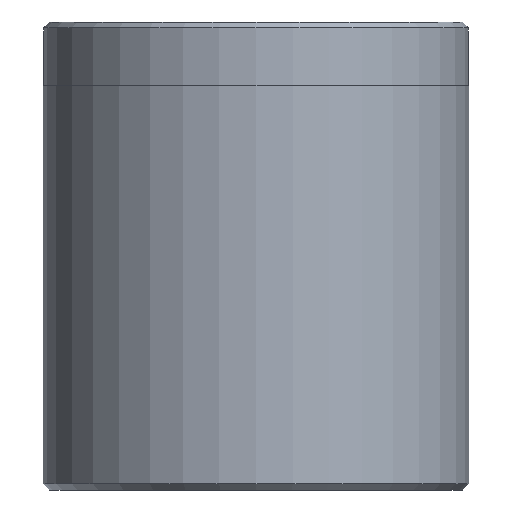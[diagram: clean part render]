
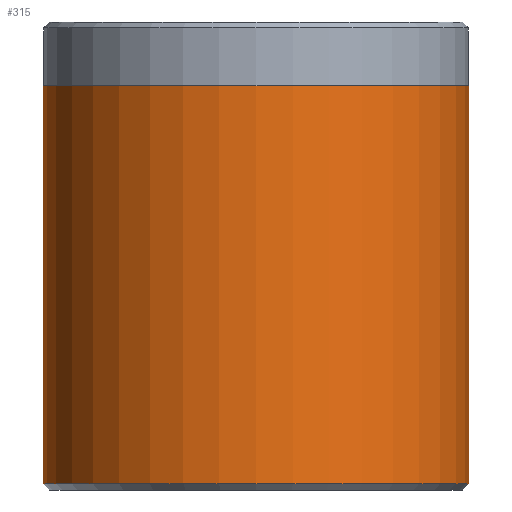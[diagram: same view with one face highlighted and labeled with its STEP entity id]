
A CAD part, front view. The second image highlights one B-rep face of the part: STEP entity #315.
In plain terms, the highlighted cylindrical face has radius 10 mm (diameter 20 mm), a partial arc.
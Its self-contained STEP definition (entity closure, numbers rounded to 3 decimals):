
#113 = DIRECTION ( 'NONE',  ( 1., 0., 0. ) ) ;
#140 = CARTESIAN_POINT ( 'NONE',  ( -10., 0., 22. ) ) ;
#153 = DIRECTION ( 'NONE',  ( 0., 0., 1. ) ) ;
#186 = ORIENTED_EDGE ( 'NONE', *, *, #1806, .F. ) ;
#239 = DIRECTION ( 'NONE',  ( 0., 0., -1. ) ) ;
#271 = CARTESIAN_POINT ( 'NONE',  ( 0., 0., 22. ) ) ;
#286 = CARTESIAN_POINT ( 'NONE',  ( 0., 0., 0.3 ) ) ;
#315 = ADVANCED_FACE ( 'NONE', ( #648 ), #1713, .T. ) ;
#486 = CARTESIAN_POINT ( 'NONE',  ( 10., 0., 0.3 ) ) ;
#499 = EDGE_LOOP ( 'NONE', ( #979, #186, #1421, #584 ) ) ;
#584 = ORIENTED_EDGE ( 'NONE', *, *, #1398, .T. ) ;
#600 = CARTESIAN_POINT ( 'NONE',  ( 10., 0., 19. ) ) ;
#602 = CARTESIAN_POINT ( 'NONE',  ( 0., 0., 19. ) ) ;
#608 = DIRECTION ( 'NONE',  ( 0., 0., 1. ) ) ;
#611 = DIRECTION ( 'NONE',  ( 1., 0., 0. ) ) ;
#616 = CIRCLE ( 'NONE', #940, 10. ) ;
#648 = FACE_OUTER_BOUND ( 'NONE', #499, .T. ) ;
#679 = VECTOR ( 'NONE', #684, 1000. ) ;
#684 = DIRECTION ( 'NONE',  ( 0., 0., -1. ) ) ;
#702 = VERTEX_POINT ( 'NONE', #1690 ) ;
#759 = VERTEX_POINT ( 'NONE', #486 ) ;
#940 = AXIS2_PLACEMENT_3D ( 'NONE', #286, #153, #113 ) ;
#979 = ORIENTED_EDGE ( 'NONE', *, *, #1866, .F. ) ;
#1013 = VERTEX_POINT ( 'NONE', #1095 ) ;
#1016 = DIRECTION ( 'NONE',  ( 0., 0., -1. ) ) ;
#1022 = CARTESIAN_POINT ( 'NONE',  ( 10., 0., 22. ) ) ;
#1077 = LINE ( 'NONE', #140, #679 ) ;
#1095 = CARTESIAN_POINT ( 'NONE',  ( -10., 0., 0.3 ) ) ;
#1398 = EDGE_CURVE ( 'NONE', #1013, #759, #616, .T. ) ;
#1404 = AXIS2_PLACEMENT_3D ( 'NONE', #602, #608, #611 ) ;
#1421 = ORIENTED_EDGE ( 'NONE', *, *, #1992, .T. ) ;
#1489 = AXIS2_PLACEMENT_3D ( 'NONE', #271, #239, #1934 ) ;
#1493 = CIRCLE ( 'NONE', #1404, 10. ) ;
#1513 = VERTEX_POINT ( 'NONE', #600 ) ;
#1653 = LINE ( 'NONE', #1022, #1701 ) ;
#1690 = CARTESIAN_POINT ( 'NONE',  ( -10., 0., 19. ) ) ;
#1701 = VECTOR ( 'NONE', #1016, 1000. ) ;
#1713 = CYLINDRICAL_SURFACE ( 'NONE', #1489, 10. ) ;
#1806 = EDGE_CURVE ( 'NONE', #702, #1513, #1493, .T. ) ;
#1866 = EDGE_CURVE ( 'NONE', #1513, #759, #1653, .T. ) ;
#1934 = DIRECTION ( 'NONE',  ( -1., 0., 0. ) ) ;
#1992 = EDGE_CURVE ( 'NONE', #702, #1013, #1077, .T. ) ;
